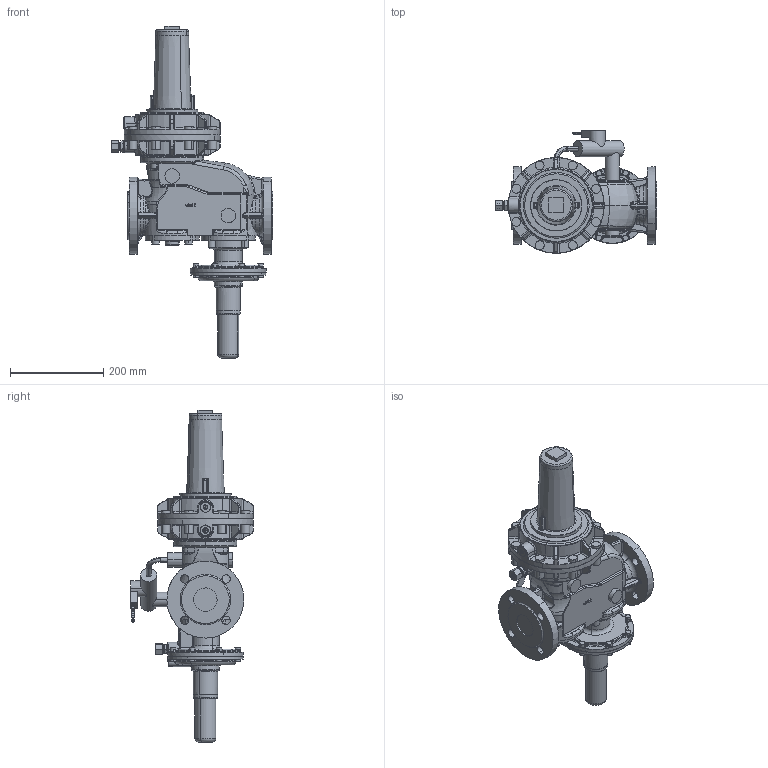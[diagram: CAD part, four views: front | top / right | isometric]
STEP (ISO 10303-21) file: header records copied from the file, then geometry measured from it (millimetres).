
FILE_DESCRIPTION(('CATIA V5 STEP'),'2;1');
FILE_NAME('RS 251 DN 050-205.stp','2011-01-17T10:35:34+00:00',('none'),('none'),'CATIA Version 5 Release 19 SP 8 (IN-10)','CATIA V5 STEP AP214','none');
FILE_SCHEMA(('AUTOMOTIVE_DESIGN { 1 0 10303 214 1 1 1 1 }'));
Products named in the file (1): RS 251 DN50-275
Bounding box: 345.3 x 262.5 x 711 mm (x, y, z)
Volume: 9358106.3 mm3; surface area: 554316 mm2
Topology: 1 solids, 10 shells, 2200 faces, 5336 edges, 3017 vertices
Faces by surface type: cylinder 726, torus 485, bspline 448, plane 314, sphere 136, cone 91
Entity records: 90358 total; most frequent: CARTESIAN_POINT 47318, ORIENTED_EDGE 10290, DIRECTION 6096, EDGE_CURVE 5145, AXIS2_PLACEMENT_3D 3574, VERTEX_POINT 3017, EDGE_LOOP 2278, ADVANCED_FACE 2200
